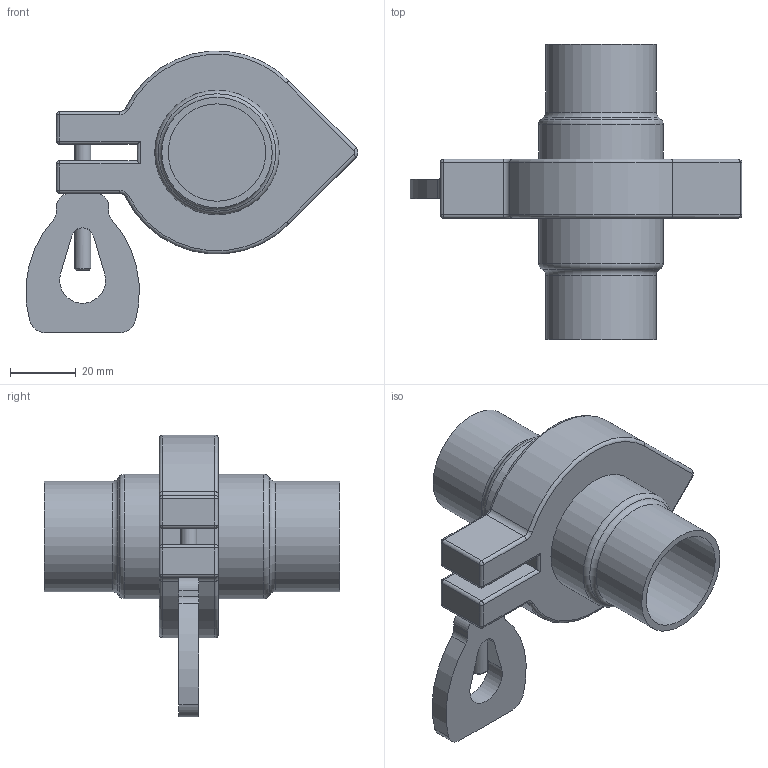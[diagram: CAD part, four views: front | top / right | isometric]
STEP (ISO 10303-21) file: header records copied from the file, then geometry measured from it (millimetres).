
FILE_DESCRIPTION((''),'2;1');
FILE_NAME('LV6CE-025-tube0-00.stp','2012-05-10T19:03:53',('asaokak'),(''),'Autodesk Inventor 2012','Autodesk Inventor 2012','');
FILE_SCHEMA(('AUTOMOTIVE_DESIGN { 1 0 10303 214 1 1 1 1 }'));
Length unit declared in the file: millimetre
Products named in the file (1): LV6CE-025-tube0-00
Bounding box: 101.25 x 90 x 85.9 mm (x, y, z)
Volume: 92854.5 mm3; surface area: 29563.6 mm2
Topology: 1 solids, 1 shells, 92 faces, 209 edges, 123 vertices
Faces by surface type: cylinder 45, plane 23, torus 12, sphere 8, cone 2, bspline 2
Full cylindrical faces by diameter (mm): 5 x2, 29.7 x2, 33.7 x2, 38 x2
Entity records: 2566 total; most frequent: CARTESIAN_POINT 516, DIRECTION 470, ORIENTED_EDGE 372, AXIS2_PLACEMENT_3D 194, EDGE_CURVE 186, VERTEX_POINT 116, EDGE_LOOP 116, CIRCLE 99
